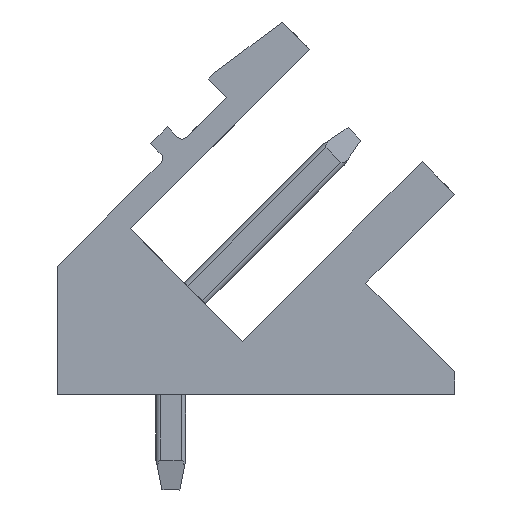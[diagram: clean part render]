
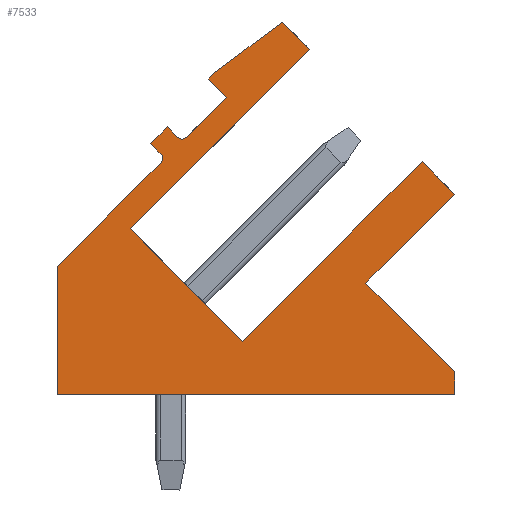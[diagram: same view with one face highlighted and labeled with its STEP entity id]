
A CAD part, left-side view. The second image highlights one B-rep face of the part: STEP entity #7533.
In plain terms, the highlighted planar face has unit normal (-1, 0, 0).
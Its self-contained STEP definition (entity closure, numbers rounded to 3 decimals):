
#6641=AXIS2_PLACEMENT_3D('Circle Axis2P3D',#6639,#6640,$) ;
#7504=AXIS2_PLACEMENT_3D('Plane Axis2P3D',#7501,#7502,#7503) ;
#7508=AXIS2_PLACEMENT_3D('Circle Axis2P3D',#7506,#7507,$) ;
#213=CARTESIAN_POINT('Vertex',(0.,8.98,11.809)) ;
#216=CARTESIAN_POINT('Line Origine',(0.,8.309,12.481)) ;
#220=CARTESIAN_POINT('Vertex',(0.,7.637,13.153)) ;
#1115=CARTESIAN_POINT('Vertex',(0.,4.851,14.751)) ;
#1118=CARTESIAN_POINT('Line Origine',(0.,7.856,11.746)) ;
#1122=CARTESIAN_POINT('Vertex',(0.,10.861,8.74)) ;
#1223=CARTESIAN_POINT('Vertex',(0.,5.77,15.67)) ;
#1226=CARTESIAN_POINT('Line Origine',(0.,5.31,15.21)) ;
#2048=CARTESIAN_POINT('Line Origine',(0.,7.941,13.457)) ;
#2052=CARTESIAN_POINT('Vertex',(0.,8.245,13.761)) ;
#2938=CARTESIAN_POINT('Line Origine',(0.,8.98,6.859)) ;
#2942=CARTESIAN_POINT('Vertex',(0.,7.099,4.979)) ;
#4734=CARTESIAN_POINT('Line Origine',(0.,8.139,13.867)) ;
#4738=CARTESIAN_POINT('Vertex',(0.,8.033,13.973)) ;
#4758=CARTESIAN_POINT('Line Origine',(0.,4.094,7.984)) ;
#4762=CARTESIAN_POINT('Vertex',(0.,1.089,10.989)) ;
#5524=CARTESIAN_POINT('Line Origine',(0.,0.544,10.444)) ;
#5528=CARTESIAN_POINT('Vertex',(0.,0.,9.9)) ;
#5576=CARTESIAN_POINT('Line Origine',(0.,1.485,8.415)) ;
#5580=CARTESIAN_POINT('Vertex',(0.,2.97,6.93)) ;
#5600=CARTESIAN_POINT('Line Origine',(0.,1.485,5.445)) ;
#5604=CARTESIAN_POINT('Vertex',(0.,0.,3.96)) ;
#5624=CARTESIAN_POINT('Line Origine',(0.,0.,3.58)) ;
#5628=CARTESIAN_POINT('Vertex',(0.,0.,3.2)) ;
#5648=CARTESIAN_POINT('Line Origine',(0.,6.65,3.2)) ;
#5652=CARTESIAN_POINT('Vertex',(0.,13.3,3.2)) ;
#6596=CARTESIAN_POINT('Line Origine',(0.,13.3,5.345)) ;
#6600=CARTESIAN_POINT('Vertex',(0.,13.3,7.489)) ;
#6615=CARTESIAN_POINT('Line Origine',(0.,11.564,9.225)) ;
#6619=CARTESIAN_POINT('Vertex',(0.,9.829,10.961)) ;
#6639=CARTESIAN_POINT('Axis2P3D Location',(0.,9.97,11.102)) ;
#6643=CARTESIAN_POINT('Vertex',(0.,9.829,11.244)) ;
#6663=CARTESIAN_POINT('Line Origine',(0.,10.006,11.42)) ;
#6667=CARTESIAN_POINT('Vertex',(0.,10.182,11.597)) ;
#6687=CARTESIAN_POINT('Line Origine',(0.,9.899,11.88)) ;
#6691=CARTESIAN_POINT('Vertex',(0.,9.617,12.163)) ;
#6711=CARTESIAN_POINT('Line Origine',(0.,9.44,11.986)) ;
#6715=CARTESIAN_POINT('Vertex',(0.,9.263,11.809)) ;
#6891=CARTESIAN_POINT('Line Origine',(0.,6.901,14.821)) ;
#7501=CARTESIAN_POINT('Axis2P3D Location',(0.,0.,0.)) ;
#7506=CARTESIAN_POINT('Axis2P3D Location',(0.,9.122,11.951)) ;
#217=DIRECTION('Vector Direction',(0.,-0.707,0.707)) ;
#1119=DIRECTION('Vector Direction',(0.,0.707,-0.707)) ;
#1227=DIRECTION('Vector Direction',(0.,-0.707,-0.707)) ;
#2049=DIRECTION('Vector Direction',(0.,0.707,0.707)) ;
#2939=DIRECTION('Vector Direction',(0.,-0.707,-0.707)) ;
#4735=DIRECTION('Vector Direction',(0.,-0.707,0.707)) ;
#4759=DIRECTION('Vector Direction',(0.,-0.707,0.707)) ;
#5525=DIRECTION('Vector Direction',(0.,-0.707,-0.707)) ;
#5577=DIRECTION('Vector Direction',(0.,0.707,-0.707)) ;
#5601=DIRECTION('Vector Direction',(0.,-0.707,-0.707)) ;
#5625=DIRECTION('Vector Direction',(0.,0.,-1.)) ;
#5649=DIRECTION('Vector Direction',(0.,1.,0.)) ;
#6597=DIRECTION('Vector Direction',(0.,0.,1.)) ;
#6616=DIRECTION('Vector Direction',(0.,-0.707,0.707)) ;
#6640=DIRECTION('Axis2P3D Direction',(-1.,0.,0.)) ;
#6664=DIRECTION('Vector Direction',(0.,0.707,0.707)) ;
#6688=DIRECTION('Vector Direction',(0.,-0.707,0.707)) ;
#6712=DIRECTION('Vector Direction',(0.,-0.707,-0.707)) ;
#6892=DIRECTION('Vector Direction',(0.,-0.8,0.6)) ;
#7502=DIRECTION('Axis2P3D Direction',(-1.,0.,0.)) ;
#7503=DIRECTION('Axis2P3D XDirection',(0.,0.,1.)) ;
#7507=DIRECTION('Axis2P3D Direction',(-1.,0.,0.)) ;
#218=VECTOR('Line Direction',#217,1.) ;
#1120=VECTOR('Line Direction',#1119,1.) ;
#1228=VECTOR('Line Direction',#1227,1.) ;
#2050=VECTOR('Line Direction',#2049,1.) ;
#2940=VECTOR('Line Direction',#2939,1.) ;
#4736=VECTOR('Line Direction',#4735,1.) ;
#4760=VECTOR('Line Direction',#4759,1.) ;
#5526=VECTOR('Line Direction',#5525,1.) ;
#5578=VECTOR('Line Direction',#5577,1.) ;
#5602=VECTOR('Line Direction',#5601,1.) ;
#5626=VECTOR('Line Direction',#5625,1.) ;
#5650=VECTOR('Line Direction',#5649,1.) ;
#6598=VECTOR('Line Direction',#6597,1.) ;
#6617=VECTOR('Line Direction',#6616,1.) ;
#6665=VECTOR('Line Direction',#6664,1.) ;
#6689=VECTOR('Line Direction',#6688,1.) ;
#6713=VECTOR('Line Direction',#6712,1.) ;
#6893=VECTOR('Line Direction',#6892,1.) ;
#7512=ORIENTED_EDGE('',*,*,#2944,.T.) ;
#7513=ORIENTED_EDGE('',*,*,#1124,.T.) ;
#7514=ORIENTED_EDGE('',*,*,#1230,.T.) ;
#7515=ORIENTED_EDGE('',*,*,#6895,.T.) ;
#7516=ORIENTED_EDGE('',*,*,#4740,.T.) ;
#7517=ORIENTED_EDGE('',*,*,#2054,.T.) ;
#7518=ORIENTED_EDGE('',*,*,#222,.T.) ;
#7519=ORIENTED_EDGE('',*,*,#7510,.T.) ;
#7520=ORIENTED_EDGE('',*,*,#6717,.T.) ;
#7521=ORIENTED_EDGE('',*,*,#6693,.T.) ;
#7522=ORIENTED_EDGE('',*,*,#6669,.T.) ;
#7523=ORIENTED_EDGE('',*,*,#6645,.T.) ;
#7524=ORIENTED_EDGE('',*,*,#6621,.T.) ;
#7525=ORIENTED_EDGE('',*,*,#6602,.T.) ;
#7526=ORIENTED_EDGE('',*,*,#5654,.T.) ;
#7527=ORIENTED_EDGE('',*,*,#5630,.T.) ;
#7528=ORIENTED_EDGE('',*,*,#5606,.T.) ;
#7529=ORIENTED_EDGE('',*,*,#5582,.T.) ;
#7530=ORIENTED_EDGE('',*,*,#5530,.T.) ;
#7531=ORIENTED_EDGE('',*,*,#4764,.T.) ;
#7533=ADVANCED_FACE('Housing',(#7532),#7505,.T.) ;
#6642=CIRCLE('generated circle',#6641,0.2) ;
#7509=CIRCLE('generated circle',#7508,0.2) ;
#222=EDGE_CURVE('',#221,#214,#219,.F.) ;
#1124=EDGE_CURVE('',#1123,#1116,#1121,.F.) ;
#1230=EDGE_CURVE('',#1116,#1224,#1229,.F.) ;
#2054=EDGE_CURVE('',#2053,#221,#2051,.F.) ;
#2944=EDGE_CURVE('',#2943,#1123,#2941,.F.) ;
#4740=EDGE_CURVE('',#4739,#2053,#4737,.F.) ;
#4764=EDGE_CURVE('',#4763,#2943,#4761,.F.) ;
#5530=EDGE_CURVE('',#5529,#4763,#5527,.F.) ;
#5582=EDGE_CURVE('',#5581,#5529,#5579,.F.) ;
#5606=EDGE_CURVE('',#5605,#5581,#5603,.F.) ;
#5630=EDGE_CURVE('',#5629,#5605,#5627,.F.) ;
#5654=EDGE_CURVE('',#5653,#5629,#5651,.F.) ;
#6602=EDGE_CURVE('',#6601,#5653,#6599,.F.) ;
#6621=EDGE_CURVE('',#6620,#6601,#6618,.F.) ;
#6645=EDGE_CURVE('',#6644,#6620,#6642,.F.) ;
#6669=EDGE_CURVE('',#6668,#6644,#6666,.F.) ;
#6693=EDGE_CURVE('',#6692,#6668,#6690,.F.) ;
#6717=EDGE_CURVE('',#6716,#6692,#6714,.F.) ;
#6895=EDGE_CURVE('',#1224,#4739,#6894,.F.) ;
#7510=EDGE_CURVE('',#214,#6716,#7509,.F.) ;
#7511=EDGE_LOOP('',(#7512,#7513,#7514,#7515,#7516,#7517,#7518,#7519,#7520,#7521,#7522,#7523,#7524,#7525,#7526,#7527,#7528,#7529,#7530,#7531)) ;
#7532=FACE_OUTER_BOUND('',#7511,.T.) ;
#219=LINE('Line',#216,#218) ;
#1121=LINE('Line',#1118,#1120) ;
#1229=LINE('Line',#1226,#1228) ;
#2051=LINE('Line',#2048,#2050) ;
#2941=LINE('Line',#2938,#2940) ;
#4737=LINE('Line',#4734,#4736) ;
#4761=LINE('Line',#4758,#4760) ;
#5527=LINE('Line',#5524,#5526) ;
#5579=LINE('Line',#5576,#5578) ;
#5603=LINE('Line',#5600,#5602) ;
#5627=LINE('Line',#5624,#5626) ;
#5651=LINE('Line',#5648,#5650) ;
#6599=LINE('Line',#6596,#6598) ;
#6618=LINE('Line',#6615,#6617) ;
#6666=LINE('Line',#6663,#6665) ;
#6690=LINE('Line',#6687,#6689) ;
#6714=LINE('Line',#6711,#6713) ;
#6894=LINE('Line',#6891,#6893) ;
#7505=PLANE('',#7504) ;
#214=VERTEX_POINT('',#213) ;
#221=VERTEX_POINT('',#220) ;
#1116=VERTEX_POINT('',#1115) ;
#1123=VERTEX_POINT('',#1122) ;
#1224=VERTEX_POINT('',#1223) ;
#2053=VERTEX_POINT('',#2052) ;
#2943=VERTEX_POINT('',#2942) ;
#4739=VERTEX_POINT('',#4738) ;
#4763=VERTEX_POINT('',#4762) ;
#5529=VERTEX_POINT('',#5528) ;
#5581=VERTEX_POINT('',#5580) ;
#5605=VERTEX_POINT('',#5604) ;
#5629=VERTEX_POINT('',#5628) ;
#5653=VERTEX_POINT('',#5652) ;
#6601=VERTEX_POINT('',#6600) ;
#6620=VERTEX_POINT('',#6619) ;
#6644=VERTEX_POINT('',#6643) ;
#6668=VERTEX_POINT('',#6667) ;
#6692=VERTEX_POINT('',#6691) ;
#6716=VERTEX_POINT('',#6715) ;
